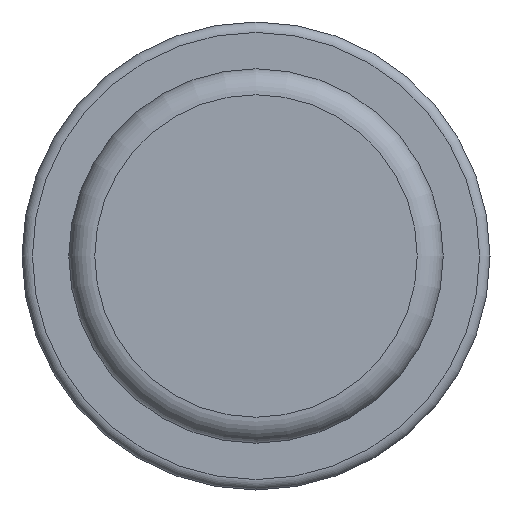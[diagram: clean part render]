
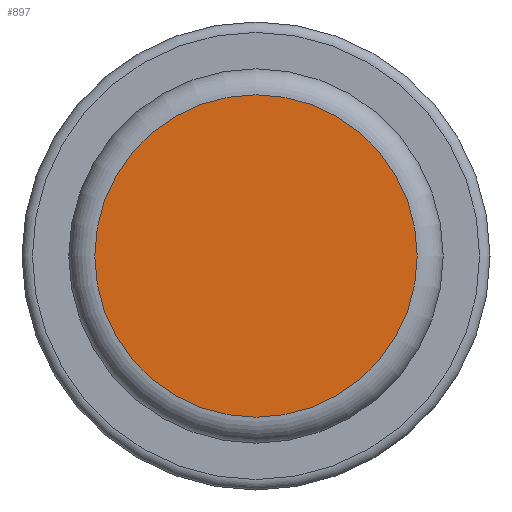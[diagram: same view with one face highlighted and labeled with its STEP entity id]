
A CAD part, left-side view. The second image highlights one B-rep face of the part: STEP entity #897.
In plain terms, the highlighted planar face has unit normal (-1, 0, 0).
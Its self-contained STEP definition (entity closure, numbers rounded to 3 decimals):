
#219=FACE_OUTER_BOUND('',#279,.T.);
#279=EDGE_LOOP('',(#630));
#354=CIRCLE('',#1080,31.);
#417=VERTEX_POINT('',#1541);
#500=EDGE_CURVE('',#417,#417,#354,.T.);
#630=ORIENTED_EDGE('',*,*,#500,.T.);
#865=PLANE('',#1082);
#897=ADVANCED_FACE('',(#219),#865,.T.);
#1080=AXIS2_PLACEMENT_3D('',#1542,#1222,#1223);
#1082=AXIS2_PLACEMENT_3D('',#1544,#1226,#1227);
#1222=DIRECTION('center_axis',(-1.,0.,0.));
#1223=DIRECTION('ref_axis',(0.,0.,1.));
#1226=DIRECTION('center_axis',(-1.,0.,0.));
#1227=DIRECTION('ref_axis',(0.,0.,1.));
#1541=CARTESIAN_POINT('',(0.,0.,-31.));
#1542=CARTESIAN_POINT('Origin',(0.,0.,0.));
#1544=CARTESIAN_POINT('Origin',(0.,0.,0.));
